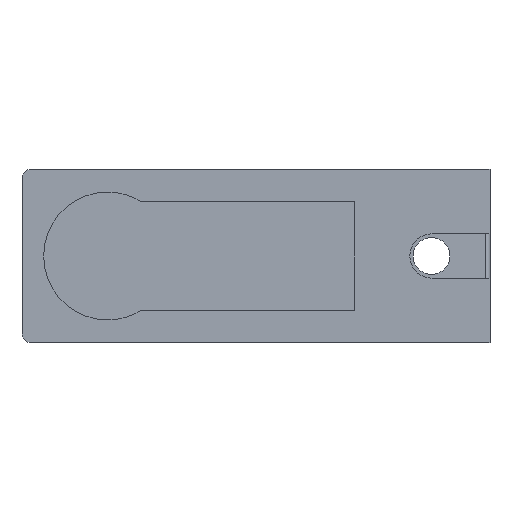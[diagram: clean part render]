
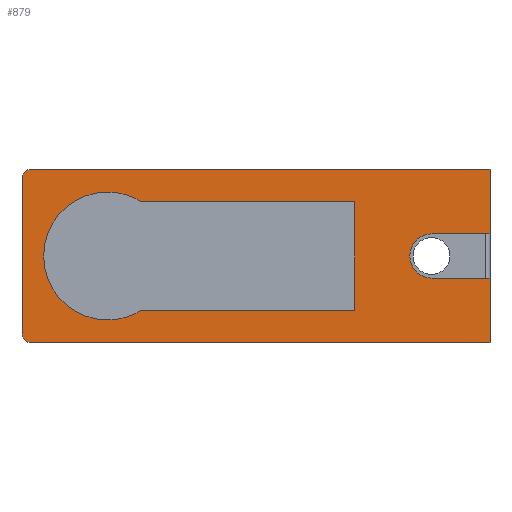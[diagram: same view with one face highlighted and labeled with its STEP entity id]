
A CAD part, front view. The second image highlights one B-rep face of the part: STEP entity #879.
In plain terms, the highlighted planar face has unit normal (0, -1, 0).
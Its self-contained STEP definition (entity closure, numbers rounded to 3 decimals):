
#19 = VERTEX_POINT ( 'NONE', #6927 ) ;
#23 = VERTEX_POINT ( 'NONE', #6922 ) ;
#24 = EDGE_CURVE ( 'NONE', #19, #23, #6921, .T. ) ;
#81 = VERTEX_POINT ( 'NONE', #7037 ) ;
#83 = EDGE_CURVE ( 'NONE', #23, #81, #7095, .T. ) ;
#92 = EDGE_CURVE ( 'NONE', #114, #93, #7076, .T. ) ;
#93 = VERTEX_POINT ( 'NONE', #7072 ) ;
#114 = VERTEX_POINT ( 'NONE', #7096 ) ;
#550 = VERTEX_POINT ( 'NONE', #8035 ) ;
#552 = EDGE_CURVE ( 'NONE', #553, #550, #8034, .T. ) ;
#553 = VERTEX_POINT ( 'NONE', #8030 ) ;
#742 = VERTEX_POINT ( 'NONE', #8498 ) ;
#744 = EDGE_CURVE ( 'NONE', #742, #745, #8497, .T. ) ;
#745 = VERTEX_POINT ( 'NONE', #8493 ) ;
#855 = VERTEX_POINT ( 'NONE', #8670 ) ;
#856 = ORIENTED_EDGE ( 'NONE', *, *, #857, .F. ) ;
#857 = EDGE_CURVE ( 'NONE', #858, #855, #8721, .T. ) ;
#858 = VERTEX_POINT ( 'NONE', #8717 ) ;
#859 = ORIENTED_EDGE ( 'NONE', *, *, #922, .F. ) ;
#860 = ORIENTED_EDGE ( 'NONE', *, *, #861, .F. ) ;
#861 = EDGE_CURVE ( 'NONE', #862, #19, #8716, .T. ) ;
#862 = VERTEX_POINT ( 'NONE', #8711 ) ;
#863 = ORIENTED_EDGE ( 'NONE', *, *, #864, .F. ) ;
#864 = EDGE_CURVE ( 'NONE', #865, #862, #8710, .T. ) ;
#865 = VERTEX_POINT ( 'NONE', #8706 ) ;
#866 = ORIENTED_EDGE ( 'NONE', *, *, #867, .F. ) ;
#867 = EDGE_CURVE ( 'NONE', #883, #865, #8705, .T. ) ;
#868 = EDGE_LOOP ( 'NONE', ( #869, #870, #936, #937, #940, #943, #856, #859, #923, #924 ) ) ;
#869 = ORIENTED_EDGE ( 'NONE', *, *, #92, .T. ) ;
#870 = ORIENTED_EDGE ( 'NONE', *, *, #871, .T. ) ;
#871 = EDGE_CURVE ( 'NONE', #93, #553, #8701, .T. ) ;
#879 = ADVANCED_FACE ( 'NONE', ( #8733, #8732 ), #8726, .F. ) ;
#880 = EDGE_LOOP ( 'NONE', ( #881, #884, #885, #860, #863, #866 ) ) ;
#881 = ORIENTED_EDGE ( 'NONE', *, *, #882, .F. ) ;
#882 = EDGE_CURVE ( 'NONE', #81, #883, #8724, .T. ) ;
#883 = VERTEX_POINT ( 'NONE', #8770 ) ;
#884 = ORIENTED_EDGE ( 'NONE', *, *, #83, .F. ) ;
#885 = ORIENTED_EDGE ( 'NONE', *, *, #24, .F. ) ;
#922 = EDGE_CURVE ( 'NONE', #745, #858, #8833, .T. ) ;
#923 = ORIENTED_EDGE ( 'NONE', *, *, #744, .F. ) ;
#924 = ORIENTED_EDGE ( 'NONE', *, *, #925, .T. ) ;
#925 = EDGE_CURVE ( 'NONE', #742, #114, #8829, .T. ) ;
#936 = ORIENTED_EDGE ( 'NONE', *, *, #552, .T. ) ;
#937 = ORIENTED_EDGE ( 'NONE', *, *, #938, .F. ) ;
#938 = EDGE_CURVE ( 'NONE', #939, #550, #8806, .T. ) ;
#939 = VERTEX_POINT ( 'NONE', #8865 ) ;
#940 = ORIENTED_EDGE ( 'NONE', *, *, #941, .F. ) ;
#941 = EDGE_CURVE ( 'NONE', #942, #939, #8864, .T. ) ;
#942 = VERTEX_POINT ( 'NONE', #8860 ) ;
#943 = ORIENTED_EDGE ( 'NONE', *, *, #944, .F. ) ;
#944 = EDGE_CURVE ( 'NONE', #855, #942, #8859, .T. ) ;
#6917 = DIRECTION ( 'NONE',  ( 0., 0., -1. ) ) ;
#6918 = DIRECTION ( 'NONE',  ( 0., -1., 0. ) ) ;
#6919 = CARTESIAN_POINT ( 'NONE',  ( 19.75, 0., 0. ) ) ;
#6920 = AXIS2_PLACEMENT_3D ( 'NONE', #6919, #6918, #6917 ) ;
#6921 = CIRCLE ( 'NONE', #6920, 14.75 ) ;
#6922 = CARTESIAN_POINT ( 'NONE',  ( 19.75, 0., -14.75 ) ) ;
#6927 = CARTESIAN_POINT ( 'NONE',  ( 19.75, 0., 14.75 ) ) ;
#7037 = CARTESIAN_POINT ( 'NONE',  ( 27.58, 0., -12.5 ) ) ;
#7072 = CARTESIAN_POINT ( 'NONE',  ( 0., 0., -18. ) ) ;
#7073 = DIRECTION ( 'NONE',  ( 0., 0., -1. ) ) ;
#7074 = VECTOR ( 'NONE', #7073, 1000. ) ;
#7075 = CARTESIAN_POINT ( 'NONE',  ( 0., 0., 20. ) ) ;
#7076 = LINE ( 'NONE', #7075, #7074 ) ;
#7091 = DIRECTION ( 'NONE',  ( 0., 0., -1. ) ) ;
#7092 = DIRECTION ( 'NONE',  ( 0., -1., 0. ) ) ;
#7093 = CARTESIAN_POINT ( 'NONE',  ( 19.75, 0., 0. ) ) ;
#7094 = AXIS2_PLACEMENT_3D ( 'NONE', #7093, #7092, #7091 ) ;
#7095 = CIRCLE ( 'NONE', #7094, 14.75 ) ;
#7096 = CARTESIAN_POINT ( 'NONE',  ( 0., 0., 18. ) ) ;
#8030 = CARTESIAN_POINT ( 'NONE',  ( 2., 0., -20. ) ) ;
#8031 = DIRECTION ( 'NONE',  ( 1., 0., 0. ) ) ;
#8032 = VECTOR ( 'NONE', #8031, 1000. ) ;
#8033 = CARTESIAN_POINT ( 'NONE',  ( 0., 0., -20. ) ) ;
#8034 = LINE ( 'NONE', #8033, #8032 ) ;
#8035 = CARTESIAN_POINT ( 'NONE',  ( 108., 0., -20. ) ) ;
#8493 = CARTESIAN_POINT ( 'NONE',  ( 108., 0., 20. ) ) ;
#8494 = DIRECTION ( 'NONE',  ( 1., 0., 0. ) ) ;
#8495 = VECTOR ( 'NONE', #8494, 1000. ) ;
#8496 = CARTESIAN_POINT ( 'NONE',  ( 0., 0., 20. ) ) ;
#8497 = LINE ( 'NONE', #8496, #8495 ) ;
#8498 = CARTESIAN_POINT ( 'NONE',  ( 2., 0., 20. ) ) ;
#8670 = CARTESIAN_POINT ( 'NONE',  ( 94.625, 0., 5.125 ) ) ;
#8697 = DIRECTION ( 'NONE',  ( 0., 0., 1. ) ) ;
#8698 = DIRECTION ( 'NONE',  ( 0., -1., 0. ) ) ;
#8699 = CARTESIAN_POINT ( 'NONE',  ( 2., 0., -18. ) ) ;
#8700 = AXIS2_PLACEMENT_3D ( 'NONE', #8699, #8698, #8697 ) ;
#8701 = CIRCLE ( 'NONE', #8700, 2. ) ;
#8702 = DIRECTION ( 'NONE',  ( 0., 0., 1. ) ) ;
#8703 = VECTOR ( 'NONE', #8702, 1000. ) ;
#8704 = CARTESIAN_POINT ( 'NONE',  ( 76.75, 0., 12.5 ) ) ;
#8705 = LINE ( 'NONE', #8704, #8703 ) ;
#8706 = CARTESIAN_POINT ( 'NONE',  ( 76.75, 0., 12.5 ) ) ;
#8707 = DIRECTION ( 'NONE',  ( -1., 0., 0. ) ) ;
#8708 = VECTOR ( 'NONE', #8707, 1000. ) ;
#8709 = CARTESIAN_POINT ( 'NONE',  ( 27.58, 0., 12.5 ) ) ;
#8710 = LINE ( 'NONE', #8709, #8708 ) ;
#8711 = CARTESIAN_POINT ( 'NONE',  ( 27.58, 0., 12.5 ) ) ;
#8712 = DIRECTION ( 'NONE',  ( 0., 0., -1. ) ) ;
#8713 = DIRECTION ( 'NONE',  ( 0., -1., 0. ) ) ;
#8714 = CARTESIAN_POINT ( 'NONE',  ( 19.75, 0., 0. ) ) ;
#8715 = AXIS2_PLACEMENT_3D ( 'NONE', #8714, #8713, #8712 ) ;
#8716 = CIRCLE ( 'NONE', #8715, 14.75 ) ;
#8717 = CARTESIAN_POINT ( 'NONE',  ( 108., 0., 5.125 ) ) ;
#8718 = DIRECTION ( 'NONE',  ( -1., 0., 0. ) ) ;
#8719 = VECTOR ( 'NONE', #8718, 1000. ) ;
#8720 = CARTESIAN_POINT ( 'NONE',  ( 108., 0., 5.125 ) ) ;
#8721 = LINE ( 'NONE', #8720, #8719 ) ;
#8722 = DIRECTION ( 'NONE',  ( 0., 1., 0. ) ) ;
#8723 = AXIS2_PLACEMENT_3D ( 'NONE', #8725, #8722, #8774 ) ;
#8724 = LINE ( 'NONE', #8773, #8772 ) ;
#8725 = CARTESIAN_POINT ( 'NONE',  ( 0., 0., 20. ) ) ;
#8726 = PLANE ( 'NONE',  #8723 ) ;
#8732 = FACE_OUTER_BOUND ( 'NONE', #868, .T. ) ;
#8733 = FACE_BOUND ( 'NONE', #880, .T. ) ;
#8770 = CARTESIAN_POINT ( 'NONE',  ( 76.75, 0., -12.5 ) ) ;
#8771 = DIRECTION ( 'NONE',  ( 1., 0., 0. ) ) ;
#8772 = VECTOR ( 'NONE', #8771, 1000. ) ;
#8773 = CARTESIAN_POINT ( 'NONE',  ( 27.58, 0., -12.5 ) ) ;
#8774 = DIRECTION ( 'NONE',  ( 0., 0., 1. ) ) ;
#8806 = LINE ( 'NONE', #8868, #8867 ) ;
#8825 = DIRECTION ( 'NONE',  ( 0., 0., 1. ) ) ;
#8826 = DIRECTION ( 'NONE',  ( 0., -1., 0. ) ) ;
#8827 = CARTESIAN_POINT ( 'NONE',  ( 2., 0., 18. ) ) ;
#8828 = AXIS2_PLACEMENT_3D ( 'NONE', #8827, #8826, #8825 ) ;
#8829 = CIRCLE ( 'NONE', #8828, 2. ) ;
#8830 = DIRECTION ( 'NONE',  ( 0., 0., -1. ) ) ;
#8831 = VECTOR ( 'NONE', #8830, 1000. ) ;
#8832 = CARTESIAN_POINT ( 'NONE',  ( 108., 0., 20. ) ) ;
#8833 = LINE ( 'NONE', #8832, #8831 ) ;
#8855 = DIRECTION ( 'NONE',  ( 0., 0., 1. ) ) ;
#8856 = DIRECTION ( 'NONE',  ( 0., -1., 0. ) ) ;
#8857 = CARTESIAN_POINT ( 'NONE',  ( 94.625, 0., 0. ) ) ;
#8858 = AXIS2_PLACEMENT_3D ( 'NONE', #8857, #8856, #8855 ) ;
#8859 = CIRCLE ( 'NONE', #8858, 5.125 ) ;
#8860 = CARTESIAN_POINT ( 'NONE',  ( 94.625, 0., -5.125 ) ) ;
#8861 = DIRECTION ( 'NONE',  ( 1., 0., 0. ) ) ;
#8862 = VECTOR ( 'NONE', #8861, 1000. ) ;
#8863 = CARTESIAN_POINT ( 'NONE',  ( 108., 0., -5.125 ) ) ;
#8864 = LINE ( 'NONE', #8863, #8862 ) ;
#8865 = CARTESIAN_POINT ( 'NONE',  ( 108., 0., -5.125 ) ) ;
#8866 = DIRECTION ( 'NONE',  ( 0., 0., -1. ) ) ;
#8867 = VECTOR ( 'NONE', #8866, 1000. ) ;
#8868 = CARTESIAN_POINT ( 'NONE',  ( 108., 0., 20. ) ) ;
